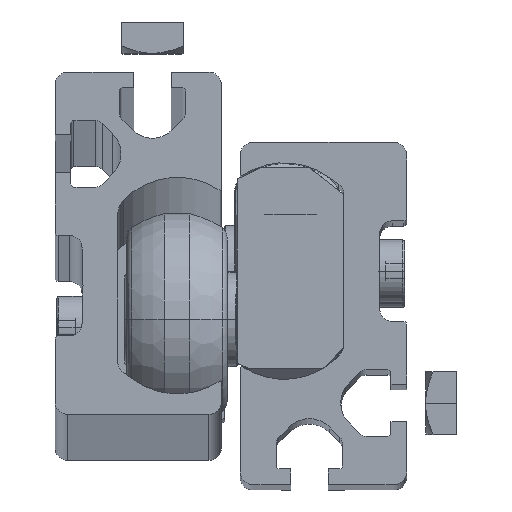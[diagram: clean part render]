
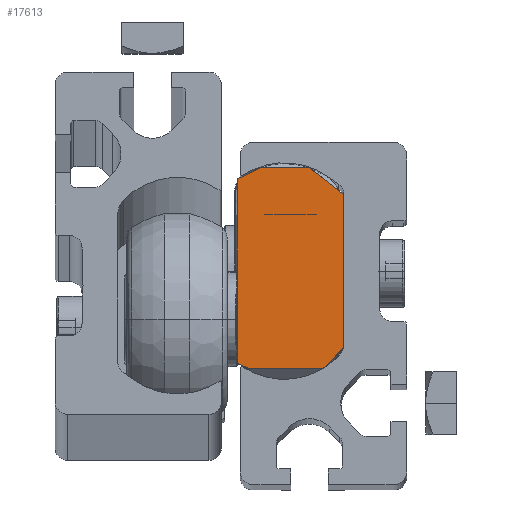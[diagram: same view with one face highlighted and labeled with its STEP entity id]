
A CAD part, top view. The second image highlights one B-rep face of the part: STEP entity #17613.
In plain terms, the highlighted face is planar.
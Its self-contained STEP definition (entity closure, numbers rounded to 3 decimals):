
#219 = LINE ( 'NONE', #12611, #6563 ) ;
#1353 = EDGE_CURVE ( 'NONE', #16157, #11881, #4922, .T. ) ;
#1646 = LINE ( 'NONE', #17310, #15875 ) ;
#2157 = VECTOR ( 'NONE', #8344, 1000. ) ;
#2273 = VERTEX_POINT ( 'NONE', #6104 ) ;
#2421 = EDGE_CURVE ( 'NONE', #8547, #3906, #219, .T. ) ;
#2719 = CARTESIAN_POINT ( 'NONE',  ( -19., -15.5, 5.2 ) ) ;
#3241 = ORIENTED_EDGE ( 'NONE', *, *, #13784, .T. ) ;
#3904 = EDGE_CURVE ( 'NONE', #4110, #16157, #12501, .T. ) ;
#3906 = VERTEX_POINT ( 'NONE', #18486 ) ;
#3946 = CARTESIAN_POINT ( 'NONE',  ( -19., -14.661, -8.5 ) ) ;
#4110 = VERTEX_POINT ( 'NONE', #11737 ) ;
#4144 = AXIS2_PLACEMENT_3D ( 'NONE', #12971, #19597, #14568 ) ;
#4569 = LINE ( 'NONE', #2719, #10768 ) ;
#4729 = DIRECTION ( 'NONE',  ( 0., -1., 0. ) ) ;
#4845 = DIRECTION ( 'NONE',  ( 0., 1., 0. ) ) ;
#4922 = LINE ( 'NONE', #7606, #17815 ) ;
#5042 = ORIENTED_EDGE ( 'NONE', *, *, #2421, .T. ) ;
#5333 = PLANE ( 'NONE',  #4144 ) ;
#5753 = ORIENTED_EDGE ( 'NONE', *, *, #8498, .F. ) ;
#5902 = CARTESIAN_POINT ( 'NONE',  ( -19., -14.661, -8.5 ) ) ;
#6104 = CARTESIAN_POINT ( 'NONE',  ( -19., -12.2, 8.5 ) ) ;
#6144 = EDGE_LOOP ( 'NONE', ( #5042, #15665, #18952, #14671, #11819, #5753, #18566, #3241 ) ) ;
#6357 = VERTEX_POINT ( 'NONE', #10337 ) ;
#6482 = DIRECTION ( 'NONE',  ( 0., 0.616, -0.788 ) ) ;
#6563 = VECTOR ( 'NONE', #6482, 1000. ) ;
#7606 = CARTESIAN_POINT ( 'NONE',  ( -19., 14.681, -8.5 ) ) ;
#8344 = DIRECTION ( 'NONE',  ( 0., -0.707, -0.707 ) ) ;
#8498 = EDGE_CURVE ( 'NONE', #6357, #12340, #4569, .T. ) ;
#8547 = VERTEX_POINT ( 'NONE', #9194 ) ;
#9180 = DIRECTION ( 'NONE',  ( 0., -0.423, -0.906 ) ) ;
#9194 = CARTESIAN_POINT ( 'NONE',  ( -19., 12.203, 8.5 ) ) ;
#10337 = CARTESIAN_POINT ( 'NONE',  ( -19., -15.5, 5.2 ) ) ;
#10650 = DIRECTION ( 'NONE',  ( 0., 0., 1. ) ) ;
#10755 = CARTESIAN_POINT ( 'NONE',  ( -19., 16.5, -4.6 ) ) ;
#10768 = VECTOR ( 'NONE', #15350, 1000. ) ;
#11000 = EDGE_CURVE ( 'NONE', #4110, #3906, #12123, .T. ) ;
#11675 = LINE ( 'NONE', #3946, #13837 ) ;
#11737 = CARTESIAN_POINT ( 'NONE',  ( -19., 16.5, -4.6 ) ) ;
#11819 = ORIENTED_EDGE ( 'NONE', *, *, #12805, .T. ) ;
#11881 = VERTEX_POINT ( 'NONE', #5902 ) ;
#12123 = LINE ( 'NONE', #10755, #18228 ) ;
#12196 = CARTESIAN_POINT ( 'NONE',  ( -19., 16.5, -4.6 ) ) ;
#12340 = VERTEX_POINT ( 'NONE', #16888 ) ;
#12501 = LINE ( 'NONE', #12196, #17222 ) ;
#12611 = CARTESIAN_POINT ( 'NONE',  ( -19., 12.203, 8.5 ) ) ;
#12805 = EDGE_CURVE ( 'NONE', #11881, #12340, #11675, .T. ) ;
#12971 = CARTESIAN_POINT ( 'NONE',  ( -19., 1.5, 22.2 ) ) ;
#13024 = LINE ( 'NONE', #16282, #2157 ) ;
#13355 = DIRECTION ( 'NONE',  ( 0., -0.423, 0.906 ) ) ;
#13784 = EDGE_CURVE ( 'NONE', #2273, #8547, #1646, .T. ) ;
#13837 = VECTOR ( 'NONE', #13355, 1000. ) ;
#14107 = CARTESIAN_POINT ( 'NONE',  ( -19., 14.681, -8.5 ) ) ;
#14568 = DIRECTION ( 'NONE',  ( 0., 0., 1. ) ) ;
#14671 = ORIENTED_EDGE ( 'NONE', *, *, #1353, .T. ) ;
#15182 = EDGE_CURVE ( 'NONE', #2273, #6357, #13024, .T. ) ;
#15350 = DIRECTION ( 'NONE',  ( 0., 0., -1. ) ) ;
#15665 = ORIENTED_EDGE ( 'NONE', *, *, #11000, .F. ) ;
#15875 = VECTOR ( 'NONE', #4845, 1000. ) ;
#16157 = VERTEX_POINT ( 'NONE', #14107 ) ;
#16282 = CARTESIAN_POINT ( 'NONE',  ( -19., -12.2, 8.5 ) ) ;
#16888 = CARTESIAN_POINT ( 'NONE',  ( -19., -15.5, -6.7 ) ) ;
#17222 = VECTOR ( 'NONE', #9180, 1000. ) ;
#17310 = CARTESIAN_POINT ( 'NONE',  ( -19., -12.2, 8.5 ) ) ;
#17613 = ADVANCED_FACE ( 'NONE', ( #19818 ), #5333, .T. ) ;
#17815 = VECTOR ( 'NONE', #4729, 1000. ) ;
#18228 = VECTOR ( 'NONE', #10650, 1000. ) ;
#18486 = CARTESIAN_POINT ( 'NONE',  ( -19., 16.5, 3. ) ) ;
#18566 = ORIENTED_EDGE ( 'NONE', *, *, #15182, .F. ) ;
#18952 = ORIENTED_EDGE ( 'NONE', *, *, #3904, .T. ) ;
#19597 = DIRECTION ( 'NONE',  ( -1., 0., 0. ) ) ;
#19818 = FACE_OUTER_BOUND ( 'NONE', #6144, .T. ) ;
